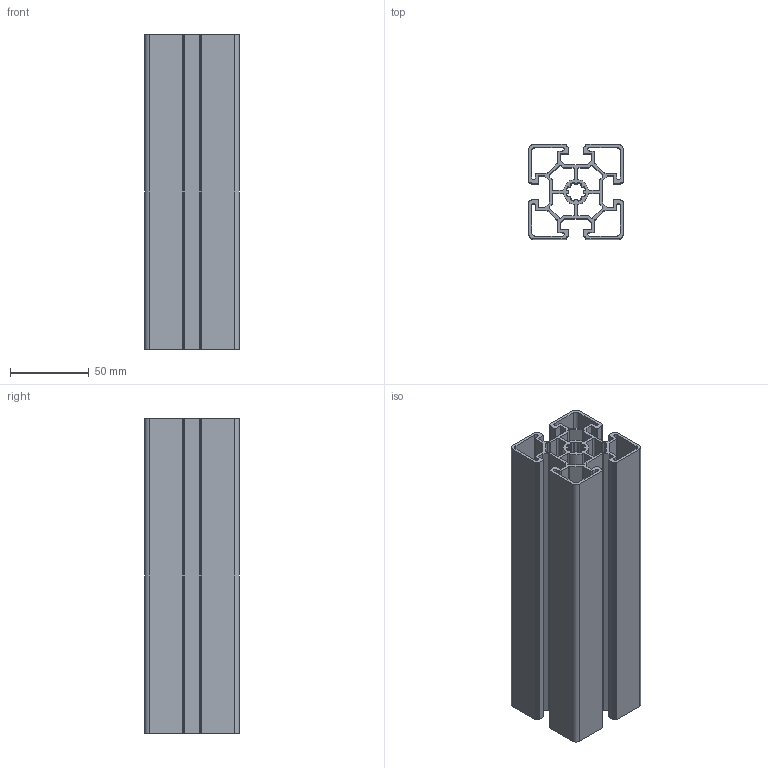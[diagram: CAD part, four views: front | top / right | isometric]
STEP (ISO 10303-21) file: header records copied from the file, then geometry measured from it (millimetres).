
FILE_DESCRIPTION (( 'STEP AP214' ), '1' );
FILE_NAME ('Rexroth-3 842 992 443200mm.step', '2018-12-14T07:09:23', ( '' ), ( '' ), 'SwSTEP 2.0', 'SolidWorks 2018', '' );
FILE_SCHEMA (( 'AUTOMOTIVE_DESIGN' ));
Length unit declared in the file: millimetre
Products named in the file (1): Rexroth-3 842 992 443200mm
Bounding box: 60 x 60 x 200 mm (x, y, z)
Volume: 192437.2 mm3; surface area: 194536.8 mm2
Topology: 1 solids, 1 shells, 302 faces, 900 edges, 600 vertices
Faces by surface type: cylinder 168, plane 134
Entity records: 10330 total; most frequent: DIRECTION 1842, CARTESIAN_POINT 1803, ORIENTED_EDGE 1800, EDGE_CURVE 900, AXIS2_PLACEMENT_3D 639, VERTEX_POINT 600, VECTOR 564, LINE 564
